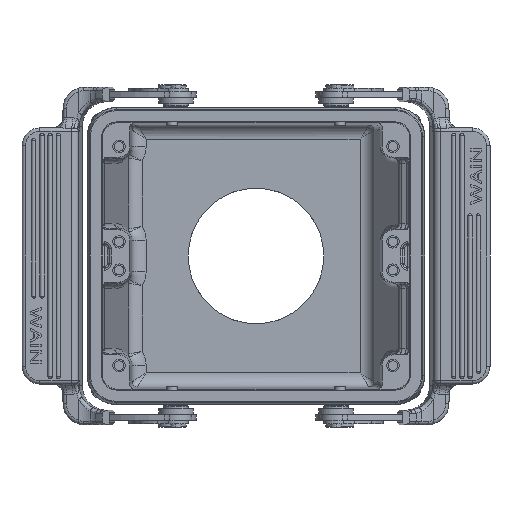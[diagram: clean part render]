
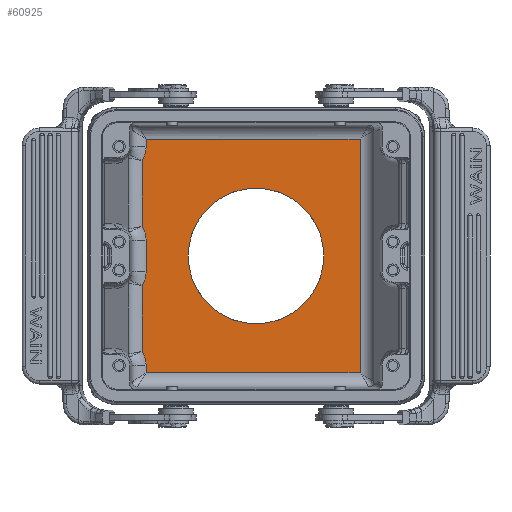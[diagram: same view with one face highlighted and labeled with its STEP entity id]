
A CAD part, front view. The second image highlights one B-rep face of the part: STEP entity #60925.
In plain terms, the highlighted planar face has unit normal (0, -1, 0).
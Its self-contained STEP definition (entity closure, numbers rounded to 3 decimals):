
#20615=CARTESIAN_POINT('',(-38.75,40.,-31.));
#20616=DIRECTION('',(0.,-1.,0.));
#20617=DIRECTION('',(1.,0.,0.));
#20618=AXIS2_PLACEMENT_3D('',#20615,#20616,#20617);
#20620=CARTESIAN_POINT('',(-38.75,40.,-4.4));
#20621=DIRECTION('',(0.,-1.,0.));
#20622=DIRECTION('',(0.853,0.,-0.521));
#20623=AXIS2_PLACEMENT_3D('',#20620,#20621,#20622);
#20625=CARTESIAN_POINT('',(-38.75,40.,4.4));
#20626=DIRECTION('',(0.,-1.,0.));
#20627=DIRECTION('',(1.,0.,0.));
#20628=AXIS2_PLACEMENT_3D('',#20625,#20626,#20627);
#20630=CARTESIAN_POINT('',(-38.75,40.,31.));
#20631=DIRECTION('',(0.,-1.,0.));
#20632=DIRECTION('',(0.853,0.,-0.521));
#20633=AXIS2_PLACEMENT_3D('',#20630,#20631,#20632);
#20635=CARTESIAN_POINT('',(0.,40.,0.));
#20636=DIRECTION('',(0.,-1.,0.));
#20637=DIRECTION('',(1.,0.,0.));
#20638=AXIS2_PLACEMENT_3D('',#20635,#20636,#20637);
#20640=CARTESIAN_POINT('',(0.,40.,0.));
#20641=DIRECTION('',(0.,-1.,0.));
#20642=DIRECTION('',(-1.,0.,0.));
#20643=AXIS2_PLACEMENT_3D('',#20640,#20641,#20642);
#20660=DIRECTION('',(-1.,0.,0.));
#20661=VECTOR('',#20660,60.552);
#20662=CARTESIAN_POINT('',(29.448,40.,33.104));
#20663=LINE('',#20662,#20661);
#20701=CARTESIAN_POINT('',(29.448,40.,33.104));
#20711=CARTESIAN_POINT('',(29.448,40.,-33.104));
#20713=DIRECTION('',(0.,0.,1.));
#20714=VECTOR('',#20713,66.208);
#20715=CARTESIAN_POINT('',(29.448,40.,-33.104));
#20716=LINE('',#20715,#20714);
#20743=CARTESIAN_POINT('',(-31.104,40.,-33.104));
#20745=DIRECTION('',(1.,0.,0.));
#20746=VECTOR('',#20745,60.552);
#20747=CARTESIAN_POINT('',(-31.104,40.,-33.104));
#20748=LINE('',#20747,#20746);
#20759=DIRECTION('',(0.,0.,-1.));
#20760=VECTOR('',#20759,2.104);
#20761=CARTESIAN_POINT('',(-31.104,40.,-31.));
#20762=LINE('',#20761,#20760);
#20806=CARTESIAN_POINT('',(-32.225,40.,-27.015));
#20838=CARTESIAN_POINT('',(-32.225,40.,-8.385));
#20840=DIRECTION('',(0.,0.,-1.));
#20841=VECTOR('',#20840,18.63);
#20842=CARTESIAN_POINT('',(-32.225,40.,-8.385));
#20843=LINE('',#20842,#20841);
#21259=DIRECTION('',(0.,0.,-1.));
#21260=VECTOR('',#21259,8.8);
#21261=CARTESIAN_POINT('',(-31.104,40.,4.4));
#21262=LINE('',#21261,#21260);
#21422=CARTESIAN_POINT('',(-32.225,40.,8.385));
#22837=CARTESIAN_POINT('',(-32.225,40.,27.015));
#22876=DIRECTION('',(0.,0.,-1.));
#22877=VECTOR('',#22876,18.63);
#22878=CARTESIAN_POINT('',(-32.225,40.,27.015));
#22879=LINE('',#22878,#22877);
#22890=DIRECTION('',(0.,0.,-1.));
#22891=VECTOR('',#22890,2.104);
#22892=CARTESIAN_POINT('',(-31.104,40.,33.104));
#22893=LINE('',#22892,#22891);
#25262=VERTEX_POINT('',#20701);
#25263=VERTEX_POINT('',#20711);
#25265=VERTEX_POINT('',#20743);
#25267=CARTESIAN_POINT('',(-31.104,40.,-31.));
#25269=VERTEX_POINT('',#25267);
#25273=VERTEX_POINT('',#20806);
#25278=VERTEX_POINT('',#20838);
#25299=VERTEX_POINT('',#22837);
#25300=CARTESIAN_POINT('',(-31.104,40.,31.));
#25301=VERTEX_POINT('',#25300);
#25316=VERTEX_POINT('',#21422);
#25317=CARTESIAN_POINT('',(-31.104,40.,4.4));
#25318=VERTEX_POINT('',#25317);
#25319=CARTESIAN_POINT('',(-31.104,40.,33.104));
#25320=VERTEX_POINT('',#25319);
#25321=CARTESIAN_POINT('',(-31.104,40.,-4.4));
#25322=VERTEX_POINT('',#25321);
#25323=CARTESIAN_POINT('',(19.2,40.,0.));
#25324=CARTESIAN_POINT('',(-19.2,40.,0.));
#25325=VERTEX_POINT('',#25323);
#25326=VERTEX_POINT('',#25324);
#60890=CARTESIAN_POINT('',(32.925,40.,-37.75));
#60891=DIRECTION('',(0.,1.,0.));
#60892=DIRECTION('',(-1.,0.,0.));
#60893=AXIS2_PLACEMENT_3D('',#60890,#60891,#60892);
#60894=PLANE('',#60893);
#60896=ORIENTED_EDGE('',*,*,#60895,.F.);
#60898=ORIENTED_EDGE('',*,*,#60897,.F.);
#60900=ORIENTED_EDGE('',*,*,#60899,.F.);
#60902=ORIENTED_EDGE('',*,*,#60901,.F.);
#60904=ORIENTED_EDGE('',*,*,#60903,.T.);
#60906=ORIENTED_EDGE('',*,*,#60905,.F.);
#60908=ORIENTED_EDGE('',*,*,#60907,.T.);
#60910=ORIENTED_EDGE('',*,*,#60909,.F.);
#60912=ORIENTED_EDGE('',*,*,#60911,.T.);
#60914=ORIENTED_EDGE('',*,*,#60913,.F.);
#60916=ORIENTED_EDGE('',*,*,#60915,.T.);
#60918=ORIENTED_EDGE('',*,*,#60917,.F.);
#60919=EDGE_LOOP('',(#60896,#60898,#60900,#60902,#60904,#60906,#60908,#60910,
#60912,#60914,#60916,#60918));
#60920=FACE_OUTER_BOUND('',#60919,.F.);
#60921=ORIENTED_EDGE('',*,*,#60870,.T.);
#60922=ORIENTED_EDGE('',*,*,#60884,.T.);
#60923=EDGE_LOOP('',(#60921,#60922));
#60924=FACE_BOUND('',#60923,.F.);
#60925=ADVANCED_FACE('',(#60920,#60924),#60894,.F.);
#20619=CIRCLE('',#20618,7.646);
#20624=CIRCLE('',#20623,7.646);
#20629=CIRCLE('',#20628,7.646);
#20634=CIRCLE('',#20633,7.646);
#20639=CIRCLE('',#20638,19.2);
#20644=CIRCLE('',#20643,19.2);
#60870=EDGE_CURVE('',#25325,#25326,#20639,.T.);
#60884=EDGE_CURVE('',#25326,#25325,#20644,.T.);
#60895=EDGE_CURVE('',#25262,#25320,#20663,.T.);
#60897=EDGE_CURVE('',#25263,#25262,#20716,.T.);
#60899=EDGE_CURVE('',#25265,#25263,#20748,.T.);
#60901=EDGE_CURVE('',#25269,#25265,#20762,.T.);
#60903=EDGE_CURVE('',#25269,#25273,#20619,.T.);
#60905=EDGE_CURVE('',#25278,#25273,#20843,.T.);
#60907=EDGE_CURVE('',#25278,#25322,#20624,.T.);
#60909=EDGE_CURVE('',#25318,#25322,#21262,.T.);
#60911=EDGE_CURVE('',#25318,#25316,#20629,.T.);
#60913=EDGE_CURVE('',#25299,#25316,#22879,.T.);
#60915=EDGE_CURVE('',#25299,#25301,#20634,.T.);
#60917=EDGE_CURVE('',#25320,#25301,#22893,.T.);
